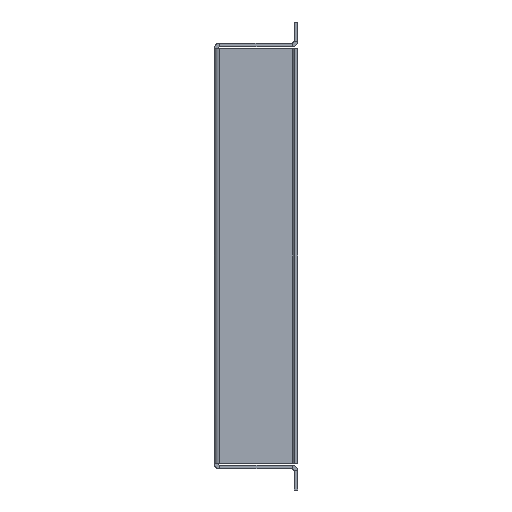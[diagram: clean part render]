
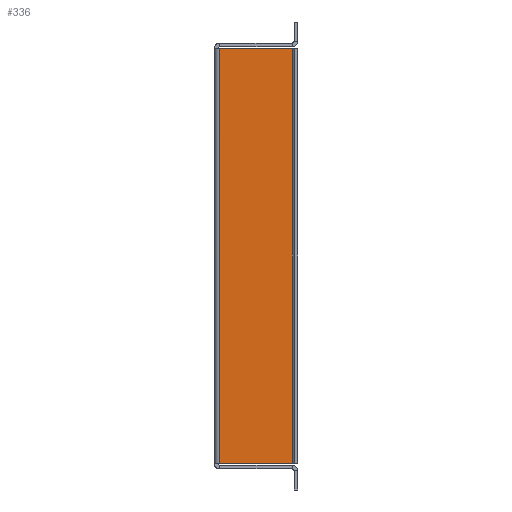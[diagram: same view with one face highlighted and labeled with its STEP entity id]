
A CAD part, left-side view. The second image highlights one B-rep face of the part: STEP entity #336.
In plain terms, the highlighted planar face has unit normal (-1, 0, 0).
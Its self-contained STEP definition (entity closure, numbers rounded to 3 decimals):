
#24 = FACE_OUTER_BOUND ( 'NONE', #1294, .T. ) ;
#181 = LINE ( 'NONE', #1172, #3179 ) ;
#299 = ORIENTED_EDGE ( 'NONE', *, *, #2744, .F. ) ;
#336 = ADVANCED_FACE ( 'NONE', ( #24 ), #2428, .T. ) ;
#549 = VERTEX_POINT ( 'NONE', #2860 ) ;
#583 = LINE ( 'NONE', #3415, #1992 ) ;
#659 = DIRECTION ( 'NONE',  ( -1., 0., 0. ) ) ;
#1017 = CARTESIAN_POINT ( 'NONE',  ( -132.4, -31.444, 83.674 ) ) ;
#1046 = CARTESIAN_POINT ( 'NONE',  ( -132.4, -2.306, 0. ) ) ;
#1054 = DIRECTION ( 'NONE',  ( 0., -1., 0. ) ) ;
#1059 = CARTESIAN_POINT ( 'NONE',  ( -132.4, -2.306, 83.674 ) ) ;
#1158 = AXIS2_PLACEMENT_3D ( 'NONE', #2718, #659, #1054 ) ;
#1172 = CARTESIAN_POINT ( 'NONE',  ( -132.4, -1.519, -83.674 ) ) ;
#1294 = EDGE_LOOP ( 'NONE', ( #299, #1921, #2684, #3471 ) ) ;
#1359 = VECTOR ( 'NONE', #3116, 1000. ) ;
#1455 = CARTESIAN_POINT ( 'NONE',  ( -132.4, -2.306, -83.674 ) ) ;
#1526 = EDGE_CURVE ( 'NONE', #549, #1602, #583, .T. ) ;
#1602 = VERTEX_POINT ( 'NONE', #1059 ) ;
#1752 = DIRECTION ( 'NONE',  ( 0., 1., 0. ) ) ;
#1921 = ORIENTED_EDGE ( 'NONE', *, *, #2207, .F. ) ;
#1963 = DIRECTION ( 'NONE',  ( 0., 1., 0. ) ) ;
#1992 = VECTOR ( 'NONE', #1963, 1000. ) ;
#2207 = EDGE_CURVE ( 'NONE', #549, #2997, #3493, .T. ) ;
#2301 = EDGE_CURVE ( 'NONE', #1602, #3609, #2665, .T. ) ;
#2428 = PLANE ( 'NONE',  #1158 ) ;
#2665 = LINE ( 'NONE', #1046, #1359 ) ;
#2684 = ORIENTED_EDGE ( 'NONE', *, *, #1526, .T. ) ;
#2718 = CARTESIAN_POINT ( 'NONE',  ( -132.4, 0., 0. ) ) ;
#2744 = EDGE_CURVE ( 'NONE', #2997, #3609, #181, .T. ) ;
#2749 = CARTESIAN_POINT ( 'NONE',  ( -132.4, -31.444, -83.674 ) ) ;
#2860 = CARTESIAN_POINT ( 'NONE',  ( -132.4, -31.444, 83.674 ) ) ;
#2997 = VERTEX_POINT ( 'NONE', #2749 ) ;
#3116 = DIRECTION ( 'NONE',  ( 0., 0., -1. ) ) ;
#3179 = VECTOR ( 'NONE', #1752, 1000. ) ;
#3391 = DIRECTION ( 'NONE',  ( 0., 0., -1. ) ) ;
#3415 = CARTESIAN_POINT ( 'NONE',  ( -132.4, 0., 83.674 ) ) ;
#3471 = ORIENTED_EDGE ( 'NONE', *, *, #2301, .T. ) ;
#3493 = LINE ( 'NONE', #1017, #3842 ) ;
#3609 = VERTEX_POINT ( 'NONE', #1455 ) ;
#3842 = VECTOR ( 'NONE', #3391, 1000. ) ;
